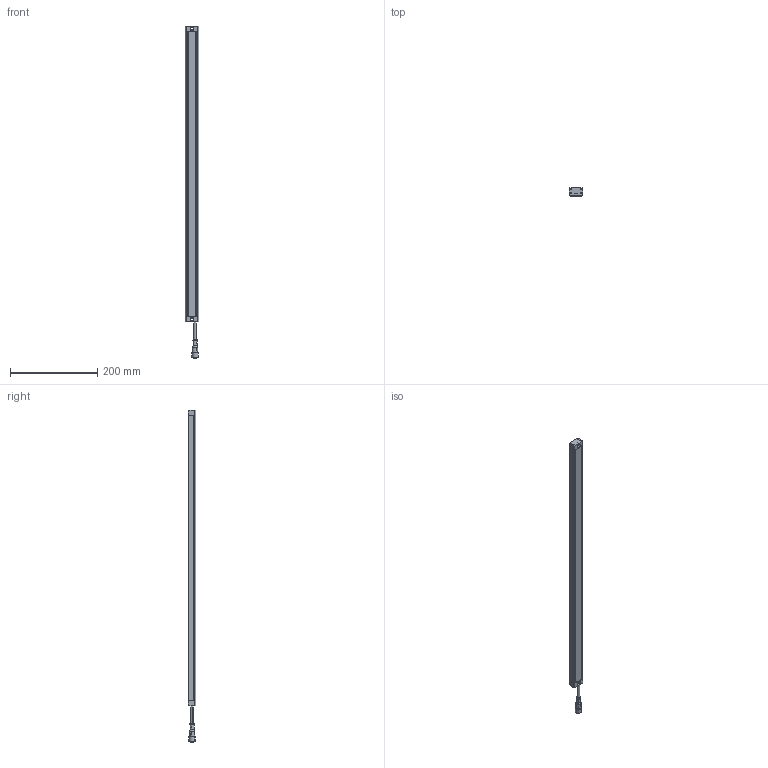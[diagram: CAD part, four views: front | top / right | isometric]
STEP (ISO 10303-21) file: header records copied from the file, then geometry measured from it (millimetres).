
FILE_DESCRIPTION (( 'STEP AP203' ), '1' );
FILE_NAME ('QZ32-20-620.STEP', '2019-04-11T07:48:45', ( '微软用户' ), ( '微软中国' ), 'SwSTEP 2.0', 'SolidWorks 2016', '' );
FILE_SCHEMA (( 'CONFIG_CONTROL_DESIGN' ));
Length unit declared in the file: millimetre
Products named in the file (5): QZ32-20-620; 30x17.2俋褲; 呿蹋俋褲1; 呿蹋俋褲2; 12345.sldasm-Part-1-1
Assembly tree (4 placements, depth 2):
  QZ32-20-620
    30x17.2俋褲
    呿蹋俋褲1
    呿蹋俋褲2
    12345.sldasm-Part-1-1
Bounding box: 30 x 17.2 x 761.6 mm (x, y, z)
Volume: 335652.2 mm3; surface area: 72435.7 mm2
Topology: 4 solids, 4 shells, 260 faces, 680 edges, 444 vertices
Faces by surface type: plane 144, cylinder 95, sphere 10, cone 9, torus 2
Entity records: 8635 total; most frequent: CARTESIAN_POINT 1662, DIRECTION 1341, ORIENTED_EDGE 1328, EDGE_CURVE 664, AXIS2_PLACEMENT_3D 454, VERTEX_POINT 438, LINE 433, VECTOR 433
